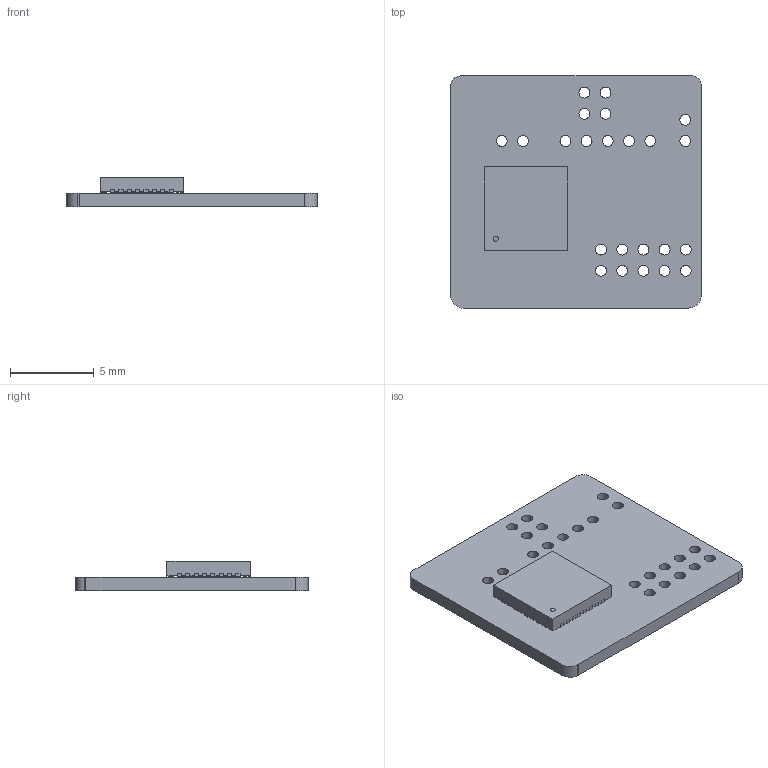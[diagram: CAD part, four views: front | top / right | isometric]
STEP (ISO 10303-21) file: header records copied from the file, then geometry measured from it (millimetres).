
FILE_DESCRIPTION(('KiCad electronic assembly'),'2;1');
FILE_NAME('MONO_CTRL.step','2025-01-20T15:36:42',('Pcbnew'),('Kicad'), 'Open CASCADE STEP processor 7.6','KiCad to STEP converter','Unknown' );
FILE_SCHEMA(('AUTOMOTIVE_DESIGN { 1 0 10303 214 1 1 1 1 }'));
Length unit declared in the file: millimetre
Products named in the file (4): MONO_CTRL 1; ESP32-C3FH4; _autosave-MONO_CTRL_PCB
Assembly tree (3 placements, depth 3):
  MONO_CTRL 1
    ESP32-C3FH4
      ESP32-C3FH4
    _autosave-MONO_CTRL_PCB
Bounding box: 15 x 13.9 x 1.75 mm (x, y, z)
Volume: 182.5 mm3; surface area: 601.1 mm2
Topology: 36 solids, 36 shells, 511 faces, 1311 edges, 874 vertices
Faces by surface type: plane 352, cylinder 159
Full cylindrical faces by diameter (mm): 0.65 x23
Entity records: 15827 total; most frequent: CARTESIAN_POINT 2700, DIRECTION 2659, ORIENTED_EDGE 2622, EDGE_CURVE 1311, LINE 993, VECTOR 993, VERTEX_POINT 874, AXIS2_PLACEMENT_3D 833
